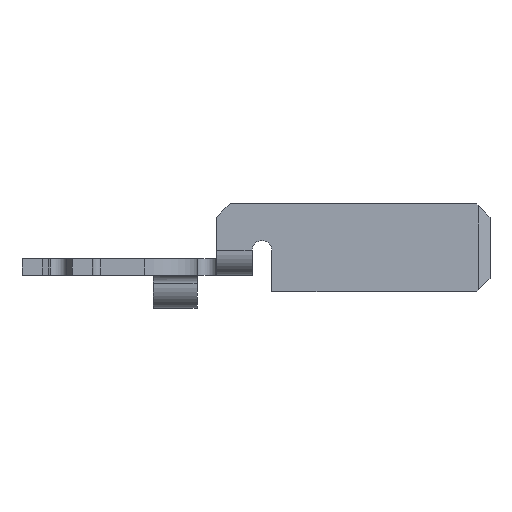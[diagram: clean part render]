
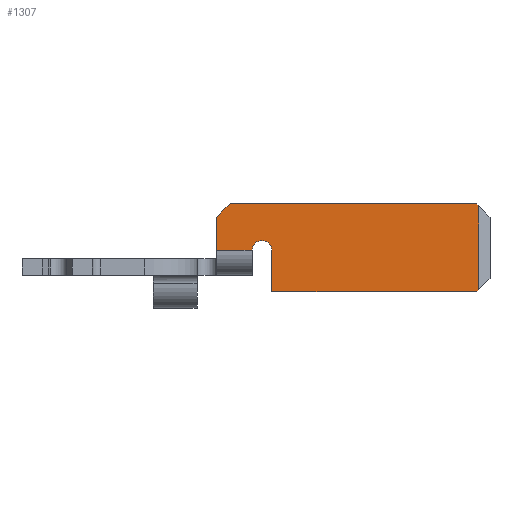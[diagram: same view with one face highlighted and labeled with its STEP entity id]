
A CAD part, left-side view. The second image highlights one B-rep face of the part: STEP entity #1307.
In plain terms, the highlighted planar face has unit normal (-1, 0, 0).
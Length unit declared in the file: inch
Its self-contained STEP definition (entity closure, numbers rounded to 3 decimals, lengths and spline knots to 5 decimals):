
#27 = CARTESIAN_POINT ( 'NONE',  ( -0.029, -1.182, 0.253 ) ) ;
#58 = VERTEX_POINT ( 'NONE', #2631 ) ;
#94 = EDGE_LOOP ( 'NONE', ( #1455, #3047, #2427, #1326, #645, #2039, #290, #3001, #1508, #3049, #2085 ) ) ;
#123 = EDGE_CURVE ( 'NONE', #1922, #1967, #1010, .T. ) ;
#125 = VERTEX_POINT ( 'NONE', #2168 ) ;
#145 = CARTESIAN_POINT ( 'NONE',  ( -0.029, -0.26, 0.206 ) ) ;
#163 = CARTESIAN_POINT ( 'NONE',  ( -0.029, -1.189, -0.0585 ) ) ;
#192 = DIRECTION ( 'NONE',  ( 0., 0., 1. ) ) ;
#222 = VECTOR ( 'NONE', #192, 39.37008 ) ;
#225 = DIRECTION ( 'NONE',  ( 0., 0., -1. ) ) ;
#239 = DIRECTION ( 'NONE',  ( 1., 0., 0. ) ) ;
#259 = LINE ( 'NONE', #163, #222 ) ;
#264 = PLANE ( 'NONE',  #1858 ) ;
#268 = EDGE_CURVE ( 'NONE', #870, #1922, #790, .T. ) ;
#290 = ORIENTED_EDGE ( 'NONE', *, *, #2282, .T. ) ;
#385 = VECTOR ( 'NONE', #1950, 39.37008 ) ;
#388 = LINE ( 'NONE', #145, #385 ) ;
#448 = VERTEX_POINT ( 'NONE', #2828 ) ;
#634 = CIRCLE ( 'NONE', #918, 0.035 ) ;
#639 = VECTOR ( 'NONE', #2883, 39.37008 ) ;
#645 = ORIENTED_EDGE ( 'NONE', *, *, #1937, .T. ) ;
#652 = EDGE_CURVE ( 'NONE', #1967, #1839, #259, .T. ) ;
#671 = LINE ( 'NONE', #3069, #639 ) ;
#733 = CARTESIAN_POINT ( 'NONE',  ( -0.029, -0.385, 0.058 ) ) ;
#750 = DIRECTION ( 'NONE',  ( 1., 0., 0. ) ) ;
#764 = VECTOR ( 'NONE', #1133, 39.37008 ) ;
#785 = VERTEX_POINT ( 'NONE', #2948 ) ;
#790 = LINE ( 'NONE', #1178, #764 ) ;
#870 = VERTEX_POINT ( 'NONE', #2140 ) ;
#918 = AXIS2_PLACEMENT_3D ( 'NONE', #1598, #1372, #1347 ) ;
#944 = VECTOR ( 'NONE', #2307, 39.37008 ) ;
#955 = EDGE_CURVE ( 'NONE', #2501, #58, #2860, .T. ) ;
#1002 = CARTESIAN_POINT ( 'NONE',  ( -0.029, -1.182, -0.0585 ) ) ;
#1010 = LINE ( 'NONE', #2431, #944 ) ;
#1014 = CARTESIAN_POINT ( 'NONE',  ( -0.029, -0.307, 0.253 ) ) ;
#1113 = EDGE_CURVE ( 'NONE', #1839, #2321, #2296, .T. ) ;
#1133 = DIRECTION ( 'NONE',  ( 0., -1., 0. ) ) ;
#1170 = DIRECTION ( 'NONE',  ( 0., -1., 0. ) ) ;
#1178 = CARTESIAN_POINT ( 'NONE',  ( -0.029, -0.455, -0.0585 ) ) ;
#1214 = AXIS2_PLACEMENT_3D ( 'NONE', #2257, #750, #2539 ) ;
#1307 = ADVANCED_FACE ( 'NONE', ( #1725 ), #264, .F. ) ;
#1313 = DIRECTION ( 'NONE',  ( 0., 0., -1. ) ) ;
#1326 = ORIENTED_EDGE ( 'NONE', *, *, #1746, .T. ) ;
#1347 = DIRECTION ( 'NONE',  ( 0., 0., 1. ) ) ;
#1372 = DIRECTION ( 'NONE',  ( 1., 0., 0. ) ) ;
#1455 = ORIENTED_EDGE ( 'NONE', *, *, #123, .T. ) ;
#1505 = CARTESIAN_POINT ( 'NONE',  ( -0.029, -0.26, 0.058 ) ) ;
#1508 = ORIENTED_EDGE ( 'NONE', *, *, #2588, .T. ) ;
#1598 = CARTESIAN_POINT ( 'NONE',  ( -0.029, -0.42, 0.088 ) ) ;
#1634 = VECTOR ( 'NONE', #2622, 39.37008 ) ;
#1664 = LINE ( 'NONE', #2400, #1634 ) ;
#1689 = CARTESIAN_POINT ( 'NONE',  ( -0.029, -0.385, 0.088 ) ) ;
#1725 = FACE_OUTER_BOUND ( 'NONE', #94, .T. ) ;
#1746 = EDGE_CURVE ( 'NONE', #2321, #1893, #671, .T. ) ;
#1764 = EDGE_CURVE ( 'NONE', #125, #785, #634, .T. ) ;
#1839 = VERTEX_POINT ( 'NONE', #3015 ) ;
#1858 = AXIS2_PLACEMENT_3D ( 'NONE', #733, #239, #225 ) ;
#1893 = VERTEX_POINT ( 'NONE', #1014 ) ;
#1922 = VERTEX_POINT ( 'NONE', #1002 ) ;
#1937 = EDGE_CURVE ( 'NONE', #1893, #2501, #388, .T. ) ;
#1950 = DIRECTION ( 'NONE',  ( 0., 0.707, -0.707 ) ) ;
#1967 = VERTEX_POINT ( 'NONE', #2507 ) ;
#2039 = ORIENTED_EDGE ( 'NONE', *, *, #955, .T. ) ;
#2085 = ORIENTED_EDGE ( 'NONE', *, *, #268, .T. ) ;
#2140 = CARTESIAN_POINT ( 'NONE',  ( -0.029, -0.455, -0.0585 ) ) ;
#2168 = CARTESIAN_POINT ( 'NONE',  ( -0.029, -0.385, 0.088 ) ) ;
#2257 = CARTESIAN_POINT ( 'NONE',  ( -0.029, -0.42, 0.088 ) ) ;
#2282 = EDGE_CURVE ( 'NONE', #58, #125, #2971, .T. ) ;
#2294 = VECTOR ( 'NONE', #2984, 39.37008 ) ;
#2296 = LINE ( 'NONE', #2973, #2294 ) ;
#2307 = DIRECTION ( 'NONE',  ( 0., -0.707, 0.707 ) ) ;
#2321 = VERTEX_POINT ( 'NONE', #27 ) ;
#2400 = CARTESIAN_POINT ( 'NONE',  ( -0.029, -0.455, -0.0585 ) ) ;
#2427 = ORIENTED_EDGE ( 'NONE', *, *, #1113, .T. ) ;
#2431 = CARTESIAN_POINT ( 'NONE',  ( -0.029, -1.182, -0.0585 ) ) ;
#2463 = CIRCLE ( 'NONE', #1214, 0.035 ) ;
#2501 = VERTEX_POINT ( 'NONE', #2504 ) ;
#2504 = CARTESIAN_POINT ( 'NONE',  ( -0.029, -0.26, 0.206 ) ) ;
#2507 = CARTESIAN_POINT ( 'NONE',  ( -0.029, -1.189, -0.0515 ) ) ;
#2539 = DIRECTION ( 'NONE',  ( 0., 0., 1. ) ) ;
#2588 = EDGE_CURVE ( 'NONE', #785, #448, #2463, .T. ) ;
#2622 = DIRECTION ( 'NONE',  ( 0., 0., -1. ) ) ;
#2631 = CARTESIAN_POINT ( 'NONE',  ( -0.029, -0.26, 0.088 ) ) ;
#2797 = VECTOR ( 'NONE', #1313, 39.37008 ) ;
#2828 = CARTESIAN_POINT ( 'NONE',  ( -0.029, -0.455, 0.088 ) ) ;
#2860 = LINE ( 'NONE', #1505, #2797 ) ;
#2883 = DIRECTION ( 'NONE',  ( 0., 1., 0. ) ) ;
#2948 = CARTESIAN_POINT ( 'NONE',  ( -0.029, -0.42, 0.123 ) ) ;
#2968 = VECTOR ( 'NONE', #1170, 39.37008 ) ;
#2971 = LINE ( 'NONE', #1689, #2968 ) ;
#2973 = CARTESIAN_POINT ( 'NONE',  ( -0.029, -1.182, 0.253 ) ) ;
#2984 = DIRECTION ( 'NONE',  ( 0., 0.707, 0.707 ) ) ;
#3001 = ORIENTED_EDGE ( 'NONE', *, *, #1764, .T. ) ;
#3015 = CARTESIAN_POINT ( 'NONE',  ( -0.029, -1.189, 0.246 ) ) ;
#3034 = EDGE_CURVE ( 'NONE', #448, #870, #1664, .T. ) ;
#3047 = ORIENTED_EDGE ( 'NONE', *, *, #652, .T. ) ;
#3049 = ORIENTED_EDGE ( 'NONE', *, *, #3034, .T. ) ;
#3069 = CARTESIAN_POINT ( 'NONE',  ( -0.029, -0.307, 0.253 ) ) ;
